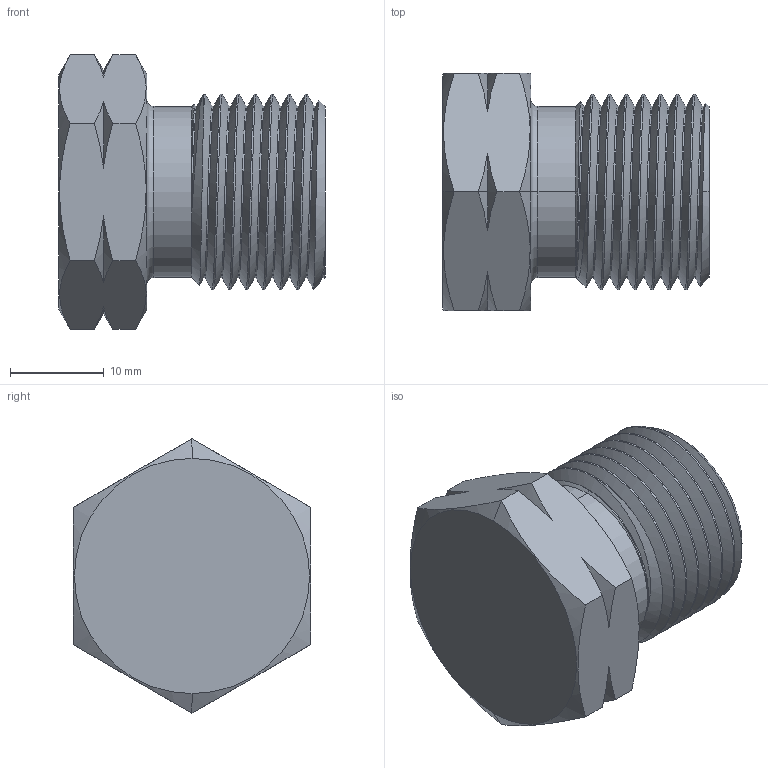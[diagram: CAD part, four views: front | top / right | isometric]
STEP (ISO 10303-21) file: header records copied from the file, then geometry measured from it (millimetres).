
FILE_DESCRIPTION (( 'STEP AP203' ), '1' );
FILE_NAME ('AD-330MSS-BL.STEP', '2025-07-31T18:48:56', ( '' ), ( '' ), 'SwSTEP 2.0', 'SolidWorks 2018', '' );
FILE_SCHEMA (( 'CONFIG_CONTROL_DESIGN' ));
Length unit declared in the file: inch
Products named in the file (1): AD-330MSS-BL
Bounding box: 28.45 x 25.4 x 29.33 mm (x, y, z)
Volume: 10724.8 mm3; surface area: 3775.4 mm2
Topology: 1 solids, 1 shells, 158 faces, 431 edges, 283 vertices
Faces by surface type: bspline 69, cylinder 33, cone 28, plane 26, torus 2
Entity records: 9510 total; most frequent: CARTESIAN_POINT 6154, ORIENTED_EDGE 862, EDGE_CURVE 431, DIRECTION 402, VERTEX_POINT 283, B_SPLINE_CURVE_WITH_KNOTS 181, EDGE_LOOP 166, FACE_OUTER_BOUND 158
